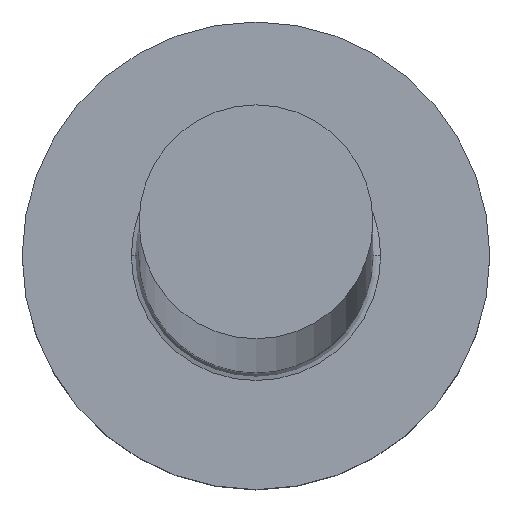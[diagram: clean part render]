
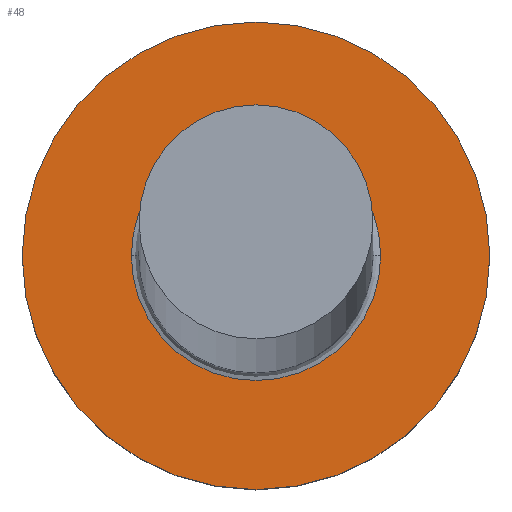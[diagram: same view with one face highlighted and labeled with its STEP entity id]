
A CAD part, top view. The second image highlights one B-rep face of the part: STEP entity #48.
In plain terms, the highlighted planar face has unit normal (0, 0, 1).
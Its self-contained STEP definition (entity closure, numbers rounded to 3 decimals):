
#6 = FACE_OUTER_BOUND ( 'NONE', #280, .T. ) ;
#21 = CARTESIAN_POINT ( 'NONE',  ( 0., 0., 5. ) ) ;
#41 = CIRCLE ( 'NONE', #55, 3.2 ) ;
#42 = VERTEX_POINT ( 'NONE', #52 ) ;
#47 = EDGE_LOOP ( 'NONE', ( #127, #86 ) ) ;
#48 = ADVANCED_FACE ( 'NONE', ( #244, #6 ), #103, .T. ) ;
#52 = CARTESIAN_POINT ( 'NONE',  ( -3.2, 0., 5. ) ) ;
#53 = CARTESIAN_POINT ( 'NONE',  ( 0., 0., 5. ) ) ;
#55 = AXIS2_PLACEMENT_3D ( 'NONE', #21, #263, #140 ) ;
#78 = AXIS2_PLACEMENT_3D ( 'NONE', #173, #170, #271 ) ;
#86 = ORIENTED_EDGE ( 'NONE', *, *, #297, .T. ) ;
#87 = DIRECTION ( 'NONE',  ( 1., 0., 0. ) ) ;
#94 = VERTEX_POINT ( 'NONE', #107 ) ;
#103 = PLANE ( 'NONE',  #78 ) ;
#107 = CARTESIAN_POINT ( 'NONE',  ( -6., 0., 5. ) ) ;
#114 = EDGE_CURVE ( 'NONE', #94, #137, #287, .T. ) ;
#121 = DIRECTION ( 'NONE',  ( 0., 0., -1. ) ) ;
#122 = ORIENTED_EDGE ( 'NONE', *, *, #189, .T. ) ;
#127 = ORIENTED_EDGE ( 'NONE', *, *, #237, .T. ) ;
#137 = VERTEX_POINT ( 'NONE', #142 ) ;
#140 = DIRECTION ( 'NONE',  ( 1., 0., 0. ) ) ;
#142 = CARTESIAN_POINT ( 'NONE',  ( 6., 0., 5. ) ) ;
#146 = VERTEX_POINT ( 'NONE', #149 ) ;
#149 = CARTESIAN_POINT ( 'NONE',  ( 3.2, 0., 5. ) ) ;
#156 = AXIS2_PLACEMENT_3D ( 'NONE', #53, #272, #245 ) ;
#170 = DIRECTION ( 'NONE',  ( 0., 0., 1. ) ) ;
#173 = CARTESIAN_POINT ( 'NONE',  ( 0., 0., 5. ) ) ;
#189 = EDGE_CURVE ( 'NONE', #137, #94, #300, .T. ) ;
#194 = DIRECTION ( 'NONE',  ( 1., 0., 0. ) ) ;
#207 = AXIS2_PLACEMENT_3D ( 'NONE', #243, #121, #194 ) ;
#224 = ORIENTED_EDGE ( 'NONE', *, *, #114, .T. ) ;
#237 = EDGE_CURVE ( 'NONE', #146, #42, #41, .T. ) ;
#243 = CARTESIAN_POINT ( 'NONE',  ( 0., 0., 5. ) ) ;
#244 = FACE_BOUND ( 'NONE', #47, .T. ) ;
#245 = DIRECTION ( 'NONE',  ( 1., 0., 0. ) ) ;
#249 = DIRECTION ( 'NONE',  ( 0., 0., 1. ) ) ;
#263 = DIRECTION ( 'NONE',  ( 0., 0., -1. ) ) ;
#269 = CARTESIAN_POINT ( 'NONE',  ( 0., 0., 5. ) ) ;
#271 = DIRECTION ( 'NONE',  ( 1., 0., 0. ) ) ;
#272 = DIRECTION ( 'NONE',  ( 0., 0., 1. ) ) ;
#280 = EDGE_LOOP ( 'NONE', ( #224, #122 ) ) ;
#287 = CIRCLE ( 'NONE', #156, 6. ) ;
#297 = EDGE_CURVE ( 'NONE', #42, #146, #306, .T. ) ;
#300 = CIRCLE ( 'NONE', #304, 6. ) ;
#304 = AXIS2_PLACEMENT_3D ( 'NONE', #269, #249, #87 ) ;
#306 = CIRCLE ( 'NONE', #207, 3.2 ) ;
